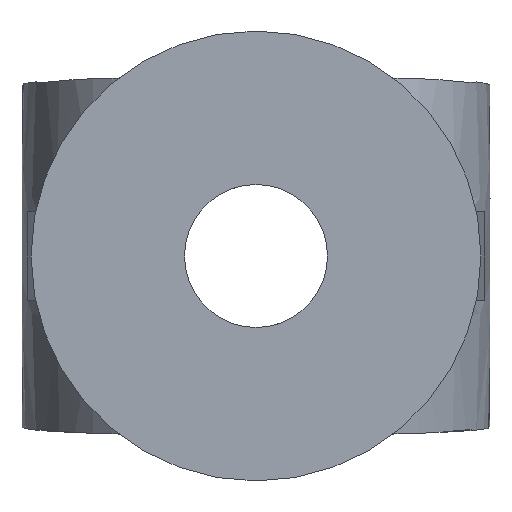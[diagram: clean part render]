
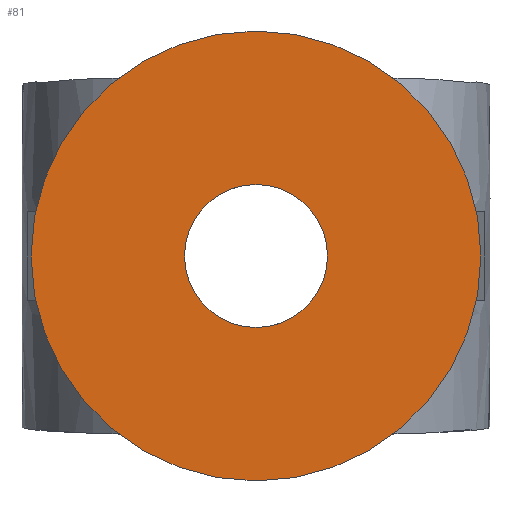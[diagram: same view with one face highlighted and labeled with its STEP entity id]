
A CAD part, front view. The second image highlights one B-rep face of the part: STEP entity #81.
In plain terms, the highlighted planar face has unit normal (0, -1, 0).
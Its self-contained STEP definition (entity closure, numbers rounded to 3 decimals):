
#53 = VERTEX_POINT ( 'NONE', #913 ) ;
#57 = DIRECTION ( 'NONE',  ( 0., 0., -1. ) ) ;
#73 = CIRCLE ( 'NONE', #998, 7.5 ) ;
#81 = ADVANCED_FACE ( 'NONE', ( #1361, #1492 ), #1055, .F. ) ;
#239 = CARTESIAN_POINT ( 'NONE',  ( -12., 0., 0. ) ) ;
#251 = DIRECTION ( 'NONE',  ( 0., -1., 0. ) ) ;
#253 = CIRCLE ( 'NONE', #669, 2.385 ) ;
#272 = CIRCLE ( 'NONE', #1458, 2.385 ) ;
#327 = EDGE_LOOP ( 'NONE', ( #416, #342 ) ) ;
#342 = ORIENTED_EDGE ( 'NONE', *, *, #644, .F. ) ;
#356 = CARTESIAN_POINT ( 'NONE',  ( -12., 0., 0. ) ) ;
#416 = ORIENTED_EDGE ( 'NONE', *, *, #1748, .F. ) ;
#478 = VERTEX_POINT ( 'NONE', #1125 ) ;
#486 = CARTESIAN_POINT ( 'NONE',  ( -12., 0., -7.5 ) ) ;
#491 = DIRECTION ( 'NONE',  ( 0., 0., -1. ) ) ;
#521 = CIRCLE ( 'NONE', #1484, 7.5 ) ;
#555 = DIRECTION ( 'NONE',  ( 0., -1., 0. ) ) ;
#644 = EDGE_CURVE ( 'NONE', #53, #1342, #272, .T. ) ;
#669 = AXIS2_PLACEMENT_3D ( 'NONE', #1683, #871, #57 ) ;
#689 = CARTESIAN_POINT ( 'NONE',  ( -12., 0., -2.385 ) ) ;
#871 = DIRECTION ( 'NONE',  ( 0., -1., 0. ) ) ;
#913 = CARTESIAN_POINT ( 'NONE',  ( -12., 0., 2.385 ) ) ;
#998 = AXIS2_PLACEMENT_3D ( 'NONE', #1363, #555, #1500 ) ;
#1017 = AXIS2_PLACEMENT_3D ( 'NONE', #239, #1323, #1595 ) ;
#1055 = PLANE ( 'NONE',  #1017 ) ;
#1064 = CARTESIAN_POINT ( 'NONE',  ( -12., 0., 0. ) ) ;
#1125 = CARTESIAN_POINT ( 'NONE',  ( -12., 0., 7.5 ) ) ;
#1173 = ORIENTED_EDGE ( 'NONE', *, *, #1494, .T. ) ;
#1212 = DIRECTION ( 'NONE',  ( 0., 0., -1. ) ) ;
#1240 = ORIENTED_EDGE ( 'NONE', *, *, #1330, .T. ) ;
#1292 = EDGE_LOOP ( 'NONE', ( #1173, #1240 ) ) ;
#1302 = DIRECTION ( 'NONE',  ( 0., -1., 0. ) ) ;
#1323 = DIRECTION ( 'NONE',  ( 0., 1., 0. ) ) ;
#1330 = EDGE_CURVE ( 'NONE', #478, #1516, #73, .T. ) ;
#1342 = VERTEX_POINT ( 'NONE', #689 ) ;
#1361 = FACE_BOUND ( 'NONE', #327, .T. ) ;
#1363 = CARTESIAN_POINT ( 'NONE',  ( -12., 0., 0. ) ) ;
#1458 = AXIS2_PLACEMENT_3D ( 'NONE', #1064, #251, #1212 ) ;
#1484 = AXIS2_PLACEMENT_3D ( 'NONE', #356, #1302, #491 ) ;
#1492 = FACE_OUTER_BOUND ( 'NONE', #1292, .T. ) ;
#1494 = EDGE_CURVE ( 'NONE', #1516, #478, #521, .T. ) ;
#1500 = DIRECTION ( 'NONE',  ( 0., 0., -1. ) ) ;
#1516 = VERTEX_POINT ( 'NONE', #486 ) ;
#1595 = DIRECTION ( 'NONE',  ( 0., 0., 1. ) ) ;
#1683 = CARTESIAN_POINT ( 'NONE',  ( -12., 0., 0. ) ) ;
#1748 = EDGE_CURVE ( 'NONE', #1342, #53, #253, .T. ) ;
